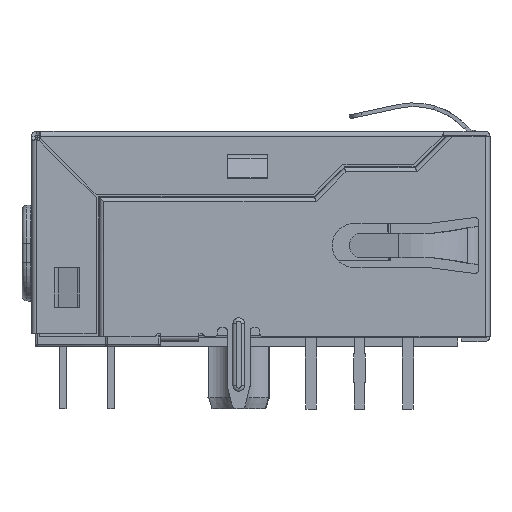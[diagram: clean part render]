
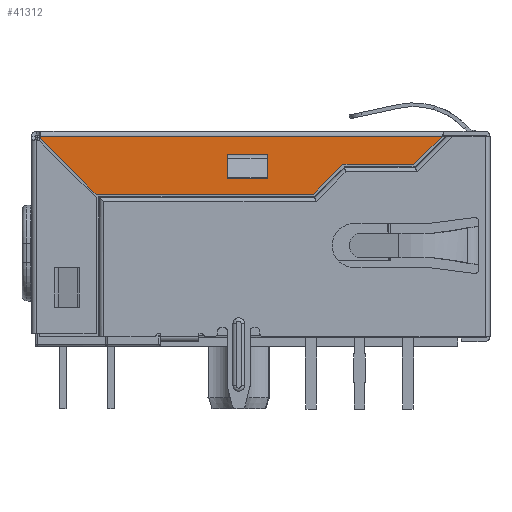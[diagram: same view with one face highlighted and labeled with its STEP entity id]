
A CAD part, left-side view. The second image highlights one B-rep face of the part: STEP entity #41312.
In plain terms, the highlighted planar face has unit normal (-1, 0, 0).
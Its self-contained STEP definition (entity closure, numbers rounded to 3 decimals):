
#1317=CIRCLE('',#47890,0.2);
#5309=ORIENTED_EDGE('',*,*,#15966,.F.);
#5310=ORIENTED_EDGE('',*,*,#15963,.F.);
#5311=ORIENTED_EDGE('',*,*,#15960,.F.);
#5312=ORIENTED_EDGE('',*,*,#15956,.F.);
#5313=ORIENTED_EDGE('',*,*,#15941,.T.);
#5314=ORIENTED_EDGE('',*,*,#15968,.T.);
#5315=ORIENTED_EDGE('',*,*,#15953,.T.);
#5316=ORIENTED_EDGE('',*,*,#15951,.T.);
#5317=ORIENTED_EDGE('',*,*,#15948,.T.);
#5318=ORIENTED_EDGE('',*,*,#15945,.T.);
#5319=ORIENTED_EDGE('',*,*,#15969,.T.);
#15941=EDGE_CURVE('',#21471,#21469,#25562,.T.);
#15945=EDGE_CURVE('',#21477,#21476,#25566,.T.);
#15948=EDGE_CURVE('',#21479,#21477,#25569,.T.);
#15951=EDGE_CURVE('',#21481,#21479,#25572,.T.);
#15953=EDGE_CURVE('',#21482,#21481,#25574,.T.);
#15956=EDGE_CURVE('',#21484,#21485,#25577,.T.);
#15960=EDGE_CURVE('',#21485,#21488,#25581,.T.);
#15963=EDGE_CURVE('',#21488,#21490,#25584,.T.);
#15966=EDGE_CURVE('',#21490,#21484,#25587,.T.);
#15968=EDGE_CURVE('',#21469,#21482,#1317,.T.);
#15969=EDGE_CURVE('',#21476,#21471,#25589,.T.);
#21469=VERTEX_POINT('',#65409);
#21471=VERTEX_POINT('',#65428);
#21476=VERTEX_POINT('',#65484);
#21477=VERTEX_POINT('',#65486);
#21479=VERTEX_POINT('',#65492);
#21481=VERTEX_POINT('',#65498);
#21482=VERTEX_POINT('',#65502);
#21484=VERTEX_POINT('',#65508);
#21485=VERTEX_POINT('',#65509);
#21488=VERTEX_POINT('',#65517);
#21490=VERTEX_POINT('',#65523);
#25562=LINE('',#65476,#30534);
#25566=LINE('',#65485,#30538);
#25569=LINE('',#65491,#30541);
#25572=LINE('',#65497,#30544);
#25574=LINE('',#65501,#30546);
#25577=LINE('',#65507,#30549);
#25581=LINE('',#65516,#30553);
#25584=LINE('',#65522,#30556);
#25587=LINE('',#65528,#30559);
#25589=LINE('',#65532,#30561);
#30534=VECTOR('',#53345,1000.);
#30538=VECTOR('',#53353,1000.);
#30541=VECTOR('',#53358,1000.);
#30544=VECTOR('',#53363,1000.);
#30546=VECTOR('',#53367,1000.);
#30549=VECTOR('',#53372,1000.);
#30553=VECTOR('',#53378,1000.);
#30556=VECTOR('',#53383,1000.);
#30559=VECTOR('',#53388,1000.);
#30561=VECTOR('',#53394,1000.);
#34742=EDGE_LOOP('',(#5309,#5310,#5311,#5312));
#34743=EDGE_LOOP('',(#5313,#5314,#5315,#5316,#5317,#5318,#5319));
#37210=FACE_BOUND('',#34742,.T.);
#37211=FACE_BOUND('',#34743,.T.);
#39431=PLANE('',#47889);
#41312=ADVANCED_FACE('',(#37210,#37211),#39431,.T.);
#47889=AXIS2_PLACEMENT_3D('',#65530,#53390,#53391);
#47890=AXIS2_PLACEMENT_3D('',#65531,#53392,#53393);
#53345=DIRECTION('',(0.,1.,0.));
#53353=DIRECTION('',(0.,-1.,0.));
#53358=DIRECTION('',(0.,-0.707,0.707));
#53363=DIRECTION('',(0.,-1.,0.));
#53367=DIRECTION('',(0.,-0.707,-0.707));
#53372=DIRECTION('',(0.,1.,0.));
#53378=DIRECTION('',(0.,0.,-1.));
#53383=DIRECTION('',(0.,-1.,0.));
#53388=DIRECTION('',(0.,0.,1.));
#53390=DIRECTION('',(-1.,0.,0.));
#53391=DIRECTION('',(0.,0.,1.));
#53392=DIRECTION('',(-1.,0.,0.));
#53393=DIRECTION('',(0.,0.,1.));
#53394=DIRECTION('',(0.,-0.707,0.707));
#65409=CARTESIAN_POINT('',(-8.89,10.443,11.05));
#65428=CARTESIAN_POINT('',(-8.89,-10.689,11.05));
#65476=CARTESIAN_POINT('',(-8.89,-10.689,11.05));
#65484=CARTESIAN_POINT('',(-8.89,-9.21,9.571));
#65485=CARTESIAN_POINT('',(-8.89,-5.481,9.571));
#65486=CARTESIAN_POINT('',(-8.89,-5.481,9.571));
#65491=CARTESIAN_POINT('',(-8.89,-3.91,8.));
#65492=CARTESIAN_POINT('',(-8.89,-3.91,8.));
#65497=CARTESIAN_POINT('',(-8.89,7.499,8.));
#65498=CARTESIAN_POINT('',(-8.89,7.499,8.));
#65501=CARTESIAN_POINT('',(-8.89,10.64,11.141));
#65502=CARTESIAN_POINT('',(-8.89,10.385,10.887));
#65507=CARTESIAN_POINT('',(-8.89,0.,10.1));
#65508=CARTESIAN_POINT('',(-8.89,-1.51,10.1));
#65509=CARTESIAN_POINT('',(-8.89,0.59,10.1));
#65516=CARTESIAN_POINT('',(-8.89,0.59,0.));
#65517=CARTESIAN_POINT('',(-8.89,0.59,8.8));
#65522=CARTESIAN_POINT('',(-8.89,0.,8.8));
#65523=CARTESIAN_POINT('',(-8.89,-1.51,8.8));
#65528=CARTESIAN_POINT('',(-8.89,-1.51,0.));
#65530=CARTESIAN_POINT('',(-8.89,0.,0.));
#65531=CARTESIAN_POINT('',(-8.89,10.244,11.028));
#65532=CARTESIAN_POINT('',(-8.89,-9.21,9.571));
